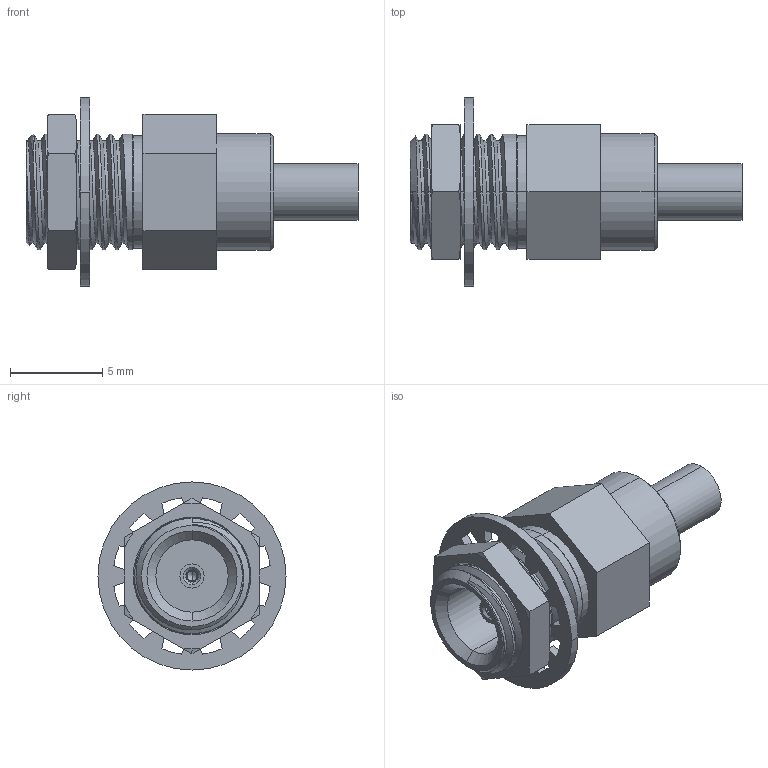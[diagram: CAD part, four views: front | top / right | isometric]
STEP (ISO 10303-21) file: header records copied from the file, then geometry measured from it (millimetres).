
FILE_DESCRIPTION (( 'STEP AP214' ), '1' );
FILE_NAME ('FMCN5134_3D.step', '2024-05-23T14:57:34', ( '' ), ( '' ), 'SwSTEP 2.0', 'SolidWorks 2022', '' );
FILE_SCHEMA (( 'AUTOMOTIVE_DESIGN' ));
Length unit declared in the file: millimetre
Products named in the file (1): FMCN5134_3D
Bounding box: 18.02 x 10.21 x 10.21 mm (x, y, z)
Volume: 464.5 mm3; surface area: 800.8 mm2
Topology: 4 solids, 4 shells, 199 faces, 532 edges, 347 vertices
Faces by surface type: plane 82, cylinder 75, cone 38, bspline 4
Entity records: 9343 total; most frequent: CARTESIAN_POINT 4429, ORIENTED_EDGE 1060, DIRECTION 924, EDGE_CURVE 530, VERTEX_POINT 347, AXIS2_PLACEMENT_3D 324, LINE 276, VECTOR 276
